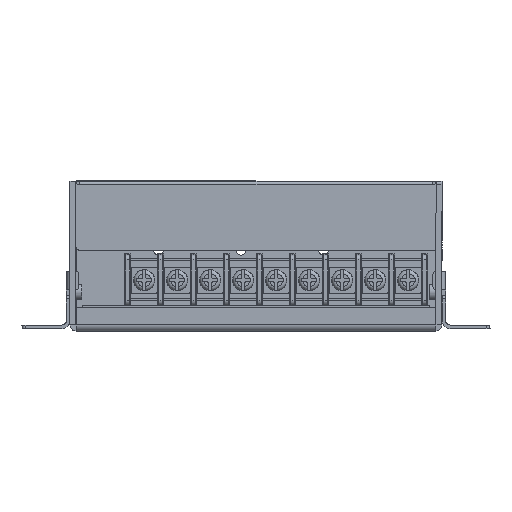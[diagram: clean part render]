
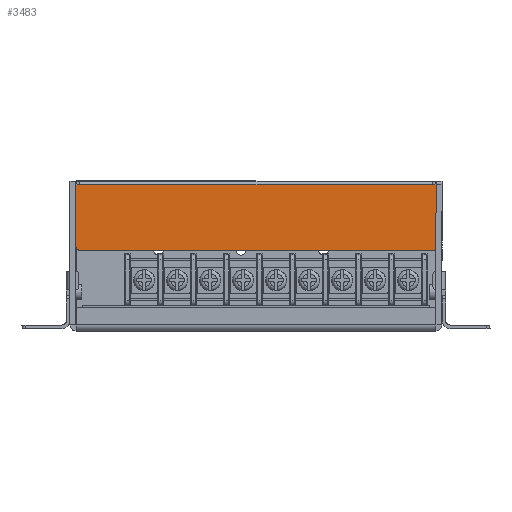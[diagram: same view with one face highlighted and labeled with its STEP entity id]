
A CAD part, left-side view. The second image highlights one B-rep face of the part: STEP entity #3483.
In plain terms, the highlighted planar face has unit normal (-1, 0, 0).
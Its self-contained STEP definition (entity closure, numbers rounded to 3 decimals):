
#2817=CIRCLE('',#34524,1.);
#3483=ADVANCED_FACE('',(#6286),#5052,.F.);
#5052=PLANE('',#34525);
#6286=FACE_OUTER_BOUND('',#8344,.T.);
#8344=EDGE_LOOP('',(#12918,#12919,#12920,#12921,#12922,#12923,#12924));
#12918=ORIENTED_EDGE('',*,*,#24920,.F.);
#12919=ORIENTED_EDGE('',*,*,#24927,.T.);
#12920=ORIENTED_EDGE('',*,*,#24921,.F.);
#12921=ORIENTED_EDGE('',*,*,#24925,.T.);
#12922=ORIENTED_EDGE('',*,*,#24916,.T.);
#12923=ORIENTED_EDGE('',*,*,#24928,.T.);
#12924=ORIENTED_EDGE('',*,*,#24910,.T.);
#21421=VERTEX_POINT('',#49278);
#21422=VERTEX_POINT('',#49279);
#21427=VERTEX_POINT('',#49290);
#21428=VERTEX_POINT('',#49292);
#21430=VERTEX_POINT('',#49298);
#21431=VERTEX_POINT('',#49302);
#21432=VERTEX_POINT('',#49303);
#24910=EDGE_CURVE('',#21421,#21422,#29261,.T.);
#24916=EDGE_CURVE('',#21428,#21427,#29267,.T.);
#24920=EDGE_CURVE('',#21430,#21422,#29271,.T.);
#24921=EDGE_CURVE('',#21431,#21432,#29272,.T.);
#24925=EDGE_CURVE('',#21431,#21428,#29276,.T.);
#24927=EDGE_CURVE('',#21430,#21432,#2817,.T.);
#24928=EDGE_CURVE('',#21427,#21421,#29278,.T.);
#29261=LINE('',#49277,#32382);
#29267=LINE('',#49291,#32388);
#29271=LINE('',#49299,#32392);
#29272=LINE('',#49301,#32393);
#29276=LINE('',#49310,#32397);
#29278=LINE('',#49314,#32399);
#32382=VECTOR('',#39649,1.);
#32388=VECTOR('',#39657,1.);
#32392=VECTOR('',#39663,1.);
#32393=VECTOR('',#39666,1.);
#32397=VECTOR('',#39672,1.);
#32399=VECTOR('',#39678,1.);
#34524=AXIS2_PLACEMENT_3D('',#49313,#39676,#39677);
#34525=AXIS2_PLACEMENT_3D('',#49315,#39679,#39680);
#39649=DIRECTION('',(0.,0.,-1.));
#39657=DIRECTION('',(0.,0.,-1.));
#39663=DIRECTION('',(0.,1.,0.));
#39666=DIRECTION('',(0.,0.,-1.));
#39672=DIRECTION('',(0.,1.,0.));
#39676=DIRECTION('',(-1.,0.,0.));
#39677=DIRECTION('',(0.,1.,0.));
#39678=DIRECTION('',(0.,0.,-1.));
#39679=DIRECTION('',(1.,0.,0.));
#39680=DIRECTION('',(0.,1.,0.));
#49277=CARTESIAN_POINT('',(-88.125,-1.17,60.));
#49278=CARTESIAN_POINT('',(-88.125,-1.17,-58.798));
#49279=CARTESIAN_POINT('',(-88.125,-1.17,-60.));
#49290=CARTESIAN_POINT('',(-88.125,-1.17,58.798));
#49291=CARTESIAN_POINT('',(-88.125,-1.17,60.));
#49292=CARTESIAN_POINT('',(-88.125,-1.17,60.));
#49298=CARTESIAN_POINT('',(-88.125,-21.968,-60.));
#49299=CARTESIAN_POINT('',(-88.125,-1.17,-60.));
#49301=CARTESIAN_POINT('',(-88.125,-22.968,60.));
#49302=CARTESIAN_POINT('',(-88.125,-22.968,60.));
#49303=CARTESIAN_POINT('',(-88.125,-22.968,-59.));
#49310=CARTESIAN_POINT('',(-88.125,-1.17,60.));
#49313=CARTESIAN_POINT('',(-88.125,-21.968,-59.));
#49314=CARTESIAN_POINT('',(-88.125,-1.17,60.));
#49315=CARTESIAN_POINT('',(-88.125,-1.17,60.));
